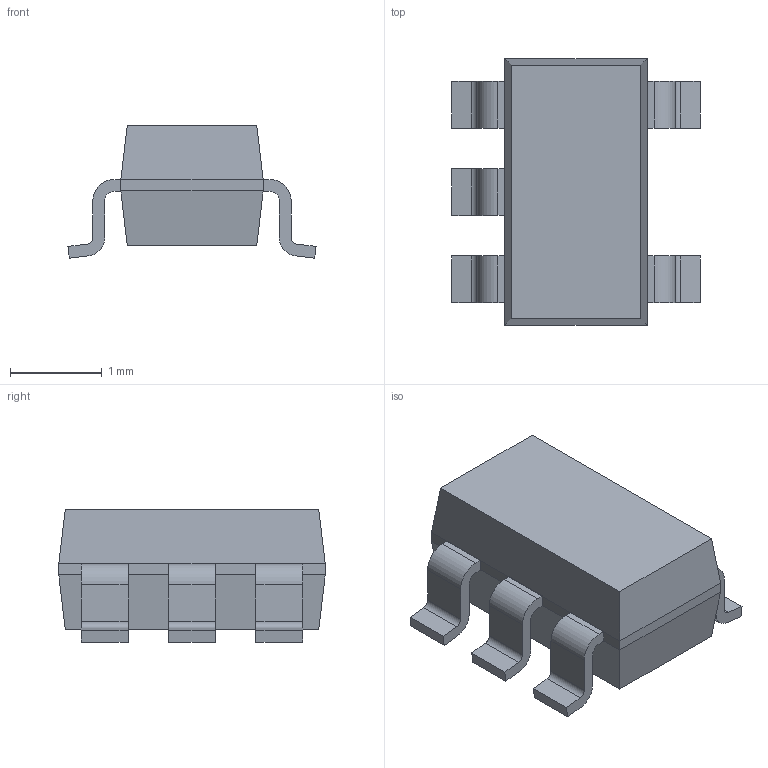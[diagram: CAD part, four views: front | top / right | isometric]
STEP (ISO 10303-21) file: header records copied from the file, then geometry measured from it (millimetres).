
FILE_DESCRIPTION((''),'2;1');
FILE_NAME('SOT95P270X145-5N.stp','2012-05-03T09:37:22',(''),(''),'Mechanical Desktop 2011','Mechanical Desktop 2011',', , ');
FILE_SCHEMA(('AUTOMOTIVE_DESIGN { 1 2 10303 214 1 1 1 1 }'));
Length unit declared in the file: millimetre
Products named in the file (1): Product
Bounding box: 2.7 x 2.9 x 1.44 mm (x, y, z)
Volume: 5.9 mm3; surface area: 27.1 mm2
Topology: 6 solids, 6 shells, 84 faces, 208 edges, 136 vertices
Faces by surface type: plane 44, bspline 28, cylinder 12
Entity records: 2619 total; most frequent: CARTESIAN_POINT 625, ORIENTED_EDGE 416, DIRECTION 362, EDGE_CURVE 208, VECTOR 168, LINE 168, VERTEX_POINT 136, AXIS2_PLACEMENT_3D 97
